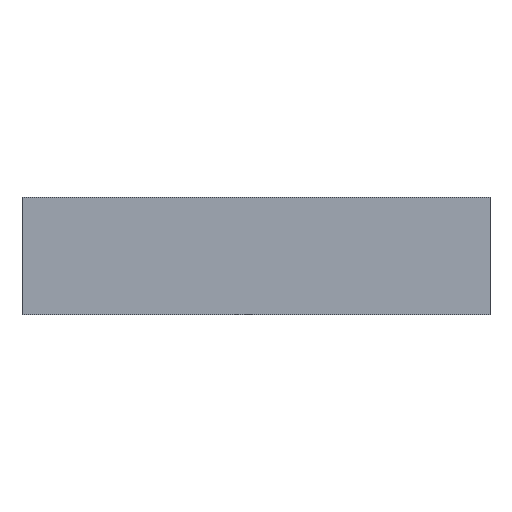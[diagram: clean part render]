
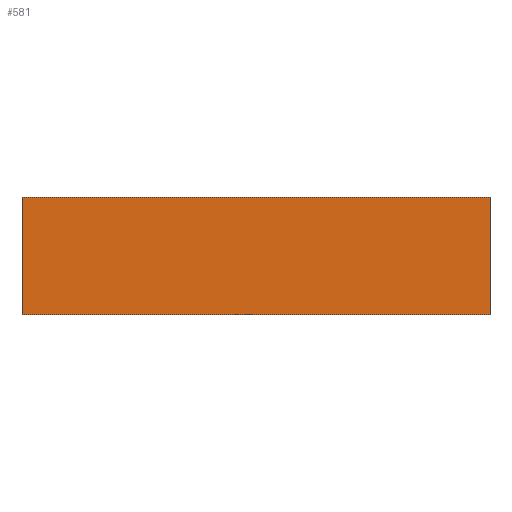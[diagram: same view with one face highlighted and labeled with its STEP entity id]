
A CAD part, front view. The second image highlights one B-rep face of the part: STEP entity #581.
In plain terms, the highlighted planar face has unit normal (0, -1, 0).
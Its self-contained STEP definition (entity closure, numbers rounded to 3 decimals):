
#365 = EDGE_CURVE('',#366,#368,#370,.T.);
#366 = VERTEX_POINT('',#367);
#367 = CARTESIAN_POINT('',(40000.,0.,0.));
#368 = VERTEX_POINT('',#369);
#369 = CARTESIAN_POINT('',(40000.,0.,2500.));
#370 = SURFACE_CURVE('',#371,(#375,#387),.PCURVE_S1.);
#371 = LINE('',#372,#373);
#372 = CARTESIAN_POINT('',(40000.,0.,0.));
#373 = VECTOR('',#374,1.);
#374 = DIRECTION('',(0.,0.,1.));
#375 = PCURVE('',#376,#381);
#376 = PLANE('',#377);
#377 = AXIS2_PLACEMENT_3D('',#378,#379,#380);
#378 = CARTESIAN_POINT('',(40000.,0.,0.));
#379 = DIRECTION('',(-1.,-0.,-0.));
#380 = DIRECTION('',(0.,0.,-1.));
#381 = DEFINITIONAL_REPRESENTATION('',(#382),#386);
#382 = LINE('',#383,#384);
#383 = CARTESIAN_POINT('',(-0.,-0.));
#384 = VECTOR('',#385,1.);
#385 = DIRECTION('',(-1.,-0.));
#386 = ( GEOMETRIC_REPRESENTATION_CONTEXT(2) 
PARAMETRIC_REPRESENTATION_CONTEXT() REPRESENTATION_CONTEXT('2D SPACE',''
  ) );
#387 = PCURVE('',#388,#393);
#388 = PLANE('',#389);
#389 = AXIS2_PLACEMENT_3D('',#390,#391,#392);
#390 = CARTESIAN_POINT('',(40000.,0.,0.));
#391 = DIRECTION('',(0.,1.,0.));
#392 = DIRECTION('',(0.,0.,-1.));
#393 = DEFINITIONAL_REPRESENTATION('',(#394),#398);
#394 = LINE('',#395,#396);
#395 = CARTESIAN_POINT('',(-0.,-0.));
#396 = VECTOR('',#397,1.);
#397 = DIRECTION('',(-1.,0.));
#398 = ( GEOMETRIC_REPRESENTATION_CONTEXT(2) 
PARAMETRIC_REPRESENTATION_CONTEXT() REPRESENTATION_CONTEXT('2D SPACE',''
  ) );
#416 = PLANE('',#417);
#417 = AXIS2_PLACEMENT_3D('',#418,#419,#420);
#418 = CARTESIAN_POINT('',(40000.,0.,0.));
#419 = DIRECTION('',(0.,0.,1.));
#420 = DIRECTION('',(1.,0.,0.));
#470 = PLANE('',#471);
#471 = AXIS2_PLACEMENT_3D('',#472,#473,#474);
#472 = CARTESIAN_POINT('',(40000.,0.,2500.));
#473 = DIRECTION('',(0.,0.,1.));
#474 = DIRECTION('',(1.,0.,0.));
#485 = EDGE_CURVE('',#486,#488,#490,.T.);
#486 = VERTEX_POINT('',#487);
#487 = CARTESIAN_POINT('',(30000.,0.,0.));
#488 = VERTEX_POINT('',#489);
#489 = CARTESIAN_POINT('',(30000.,0.,2500.));
#490 = SURFACE_CURVE('',#491,(#495,#507),.PCURVE_S1.);
#491 = LINE('',#492,#493);
#492 = CARTESIAN_POINT('',(30000.,0.,0.));
#493 = VECTOR('',#494,1.);
#494 = DIRECTION('',(0.,0.,1.));
#495 = PCURVE('',#496,#501);
#496 = PLANE('',#497);
#497 = AXIS2_PLACEMENT_3D('',#498,#499,#500);
#498 = CARTESIAN_POINT('',(30000.,0.,0.));
#499 = DIRECTION('',(-1.,-0.,-0.));
#500 = DIRECTION('',(0.,0.,-1.));
#501 = DEFINITIONAL_REPRESENTATION('',(#502),#506);
#502 = LINE('',#503,#504);
#503 = CARTESIAN_POINT('',(-0.,-0.));
#504 = VECTOR('',#505,1.);
#505 = DIRECTION('',(-1.,-0.));
#506 = ( GEOMETRIC_REPRESENTATION_CONTEXT(2) 
PARAMETRIC_REPRESENTATION_CONTEXT() REPRESENTATION_CONTEXT('2D SPACE',''
  ) );
#507 = PCURVE('',#388,#508);
#508 = DEFINITIONAL_REPRESENTATION('',(#509),#513);
#509 = LINE('',#510,#511);
#510 = CARTESIAN_POINT('',(-0.,10000.));
#511 = VECTOR('',#512,1.);
#512 = DIRECTION('',(-1.,0.));
#513 = ( GEOMETRIC_REPRESENTATION_CONTEXT(2) 
PARAMETRIC_REPRESENTATION_CONTEXT() REPRESENTATION_CONTEXT('2D SPACE',''
  ) );
#581 = ADVANCED_FACE('',(#582),#388,.F.);
#582 = FACE_BOUND('',#583,.T.);
#583 = EDGE_LOOP('',(#584,#605,#606,#627));
#584 = ORIENTED_EDGE('',*,*,#585,.F.);
#585 = EDGE_CURVE('',#366,#486,#586,.T.);
#586 = SURFACE_CURVE('',#587,(#591,#598),.PCURVE_S1.);
#587 = LINE('',#588,#589);
#588 = CARTESIAN_POINT('',(40000.,0.,0.));
#589 = VECTOR('',#590,1.);
#590 = DIRECTION('',(-1.,-0.,-0.));
#591 = PCURVE('',#388,#592);
#592 = DEFINITIONAL_REPRESENTATION('',(#593),#597);
#593 = LINE('',#594,#595);
#594 = CARTESIAN_POINT('',(-0.,-0.));
#595 = VECTOR('',#596,1.);
#596 = DIRECTION('',(-0.,1.));
#597 = ( GEOMETRIC_REPRESENTATION_CONTEXT(2) 
PARAMETRIC_REPRESENTATION_CONTEXT() REPRESENTATION_CONTEXT('2D SPACE',''
  ) );
#598 = PCURVE('',#416,#599);
#599 = DEFINITIONAL_REPRESENTATION('',(#600),#604);
#600 = LINE('',#601,#602);
#601 = CARTESIAN_POINT('',(0.,-0.));
#602 = VECTOR('',#603,1.);
#603 = DIRECTION('',(-1.,0.));
#604 = ( GEOMETRIC_REPRESENTATION_CONTEXT(2) 
PARAMETRIC_REPRESENTATION_CONTEXT() REPRESENTATION_CONTEXT('2D SPACE',''
  ) );
#605 = ORIENTED_EDGE('',*,*,#365,.T.);
#606 = ORIENTED_EDGE('',*,*,#607,.T.);
#607 = EDGE_CURVE('',#368,#488,#608,.T.);
#608 = SURFACE_CURVE('',#609,(#613,#620),.PCURVE_S1.);
#609 = LINE('',#610,#611);
#610 = CARTESIAN_POINT('',(40000.,0.,2500.));
#611 = VECTOR('',#612,1.);
#612 = DIRECTION('',(-1.,-0.,-0.));
#613 = PCURVE('',#388,#614);
#614 = DEFINITIONAL_REPRESENTATION('',(#615),#619);
#615 = LINE('',#616,#617);
#616 = CARTESIAN_POINT('',(-2500.,-0.));
#617 = VECTOR('',#618,1.);
#618 = DIRECTION('',(-0.,1.));
#619 = ( GEOMETRIC_REPRESENTATION_CONTEXT(2) 
PARAMETRIC_REPRESENTATION_CONTEXT() REPRESENTATION_CONTEXT('2D SPACE',''
  ) );
#620 = PCURVE('',#470,#621);
#621 = DEFINITIONAL_REPRESENTATION('',(#622),#626);
#622 = LINE('',#623,#624);
#623 = CARTESIAN_POINT('',(0.,-0.));
#624 = VECTOR('',#625,1.);
#625 = DIRECTION('',(-1.,0.));
#626 = ( GEOMETRIC_REPRESENTATION_CONTEXT(2) 
PARAMETRIC_REPRESENTATION_CONTEXT() REPRESENTATION_CONTEXT('2D SPACE',''
  ) );
#627 = ORIENTED_EDGE('',*,*,#485,.F.);
